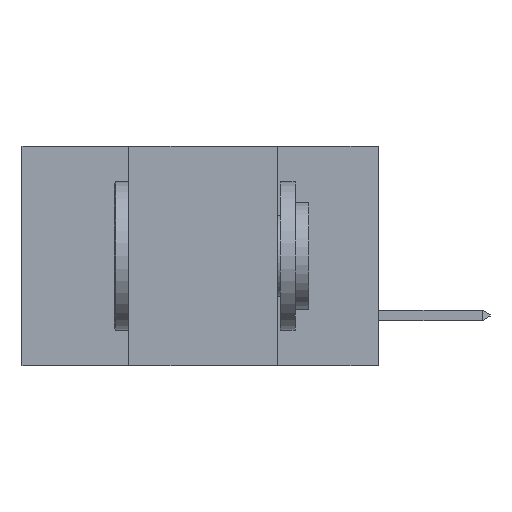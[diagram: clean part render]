
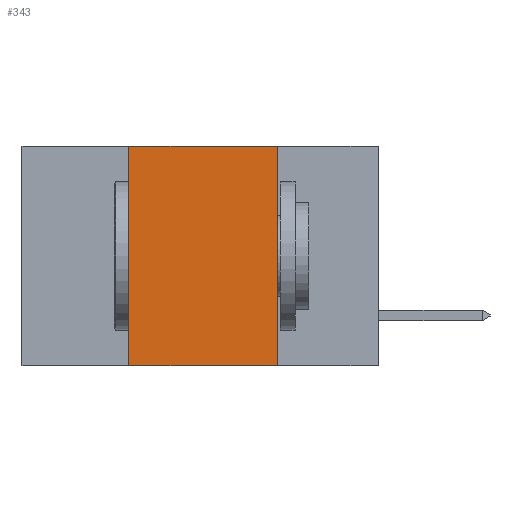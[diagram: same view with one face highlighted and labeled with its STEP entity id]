
A CAD part, left-side view. The second image highlights one B-rep face of the part: STEP entity #343.
In plain terms, the highlighted planar face has unit normal (-1, 0, 0).
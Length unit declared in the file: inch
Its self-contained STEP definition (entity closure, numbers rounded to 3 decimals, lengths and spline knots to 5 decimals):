
#343 = ADVANCED_FACE ( 'NONE', ( #14216 ), #12792, .F. ) ;
#378 = CARTESIAN_POINT ( 'NONE',  ( 0., 0.42, -0.37 ) ) ;
#771 = DIRECTION ( 'NONE',  ( 0., 0., 1. ) ) ;
#1080 = CARTESIAN_POINT ( 'NONE',  ( 0., 0.6, -0.37 ) ) ;
#2799 = DIRECTION ( 'NONE',  ( 0., 0., -1. ) ) ;
#2842 = DIRECTION ( 'NONE',  ( 1., 0., 0. ) ) ;
#2867 = CARTESIAN_POINT ( 'NONE',  ( 0., 0.6, 0. ) ) ;
#3918 = CARTESIAN_POINT ( 'NONE',  ( 0., 0.42, -0.37 ) ) ;
#4668 = ORIENTED_EDGE ( 'NONE', *, *, #17490, .F. ) ;
#5601 = AXIS2_PLACEMENT_3D ( 'NONE', #2867, #2842, #2799 ) ;
#5658 = DIRECTION ( 'NONE',  ( 0., -1., 0. ) ) ;
#6604 = VERTEX_POINT ( 'NONE', #16973 ) ;
#6662 = VERTEX_POINT ( 'NONE', #14431 ) ;
#6844 = CARTESIAN_POINT ( 'NONE',  ( 0., 0.17, -0.37 ) ) ;
#9099 = CARTESIAN_POINT ( 'NONE',  ( 0., 0.17, 0. ) ) ;
#9214 = EDGE_LOOP ( 'NONE', ( #4668, #16632, #18947, #17929 ) ) ;
#11081 = EDGE_CURVE ( 'NONE', #6662, #14872, #12688, .T. ) ;
#12136 = VECTOR ( 'NONE', #5658, 39.37008 ) ;
#12488 = DIRECTION ( 'NONE',  ( 0., -1., 0. ) ) ;
#12688 = LINE ( 'NONE', #13955, #12136 ) ;
#12792 = PLANE ( 'NONE',  #5601 ) ;
#12878 = LINE ( 'NONE', #6844, #17856 ) ;
#12928 = EDGE_CURVE ( 'NONE', #16926, #6604, #13426, .T. ) ;
#13426 = LINE ( 'NONE', #1080, #15768 ) ;
#13453 = EDGE_CURVE ( 'NONE', #16926, #6662, #14717, .T. ) ;
#13955 = CARTESIAN_POINT ( 'NONE',  ( 0., 0.6, 0. ) ) ;
#14216 = FACE_OUTER_BOUND ( 'NONE', #9214, .T. ) ;
#14431 = CARTESIAN_POINT ( 'NONE',  ( 0., 0.42, 0. ) ) ;
#14717 = LINE ( 'NONE', #3918, #18607 ) ;
#14872 = VERTEX_POINT ( 'NONE', #9099 ) ;
#15768 = VECTOR ( 'NONE', #12488, 39.37008 ) ;
#16632 = ORIENTED_EDGE ( 'NONE', *, *, #11081, .F. ) ;
#16926 = VERTEX_POINT ( 'NONE', #378 ) ;
#16973 = CARTESIAN_POINT ( 'NONE',  ( 0., 0.17, -0.37 ) ) ;
#17490 = EDGE_CURVE ( 'NONE', #14872, #6604, #12878, .T. ) ;
#17856 = VECTOR ( 'NONE', #18483, 39.37008 ) ;
#17929 = ORIENTED_EDGE ( 'NONE', *, *, #12928, .T. ) ;
#18483 = DIRECTION ( 'NONE',  ( 0., 0., -1. ) ) ;
#18607 = VECTOR ( 'NONE', #771, 39.37008 ) ;
#18947 = ORIENTED_EDGE ( 'NONE', *, *, #13453, .F. ) ;
